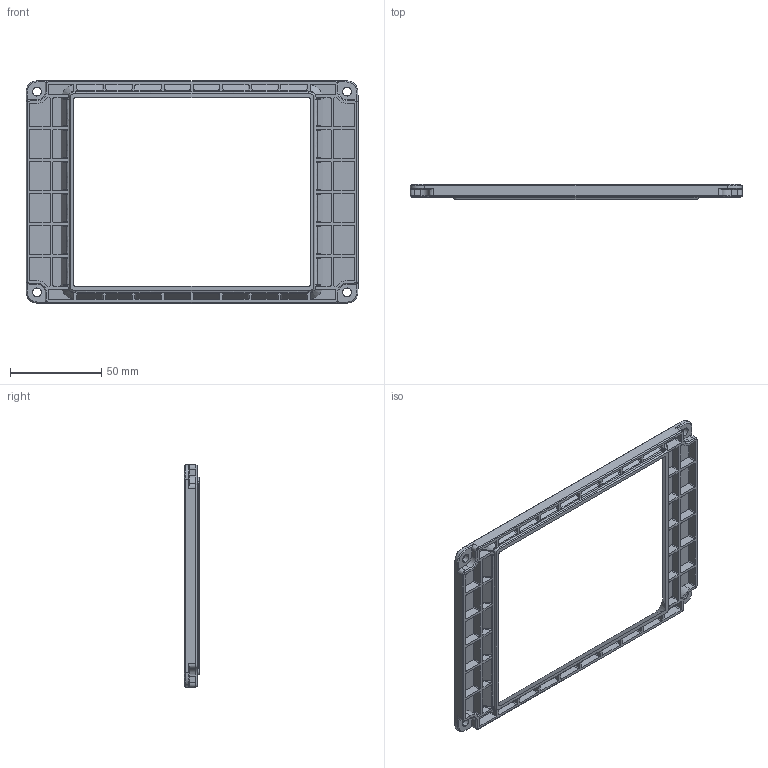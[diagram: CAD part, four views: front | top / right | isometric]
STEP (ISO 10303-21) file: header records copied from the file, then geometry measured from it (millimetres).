
FILE_DESCRIPTION (( 'STEP AP203' ), '1' );
FILE_NAME ('25d111 valoi 360 adavncer compatibility plate.step', '2025-12-31T23:54:19', ( '' ), ( '' ), '', '', '' );
FILE_SCHEMA (( 'CONFIG_CONTROL_DESIGN' ));
Length unit declared in the file: millimetre
Products named in the file (1): 25d111 valoi 360 adavncer compatibility plate
Bounding box: 182 x 8.5 x 122 mm (x, y, z)
Volume: 29056.7 mm3; surface area: 31801.7 mm2
Topology: 1 solids, 1 shells, 725 faces, 1938 edges, 1228 vertices
Faces by surface type: plane 279, bspline 234, cylinder 196, cone 16
Entity records: 36289 total; most frequent: CARTESIAN_POINT 20496, ORIENTED_EDGE 3876, DIRECTION 2432, EDGE_CURVE 1938, VERTEX_POINT 1228, AXIS2_PLACEMENT_3D 844, EDGE_LOOP 748, B_SPLINE_CURVE_WITH_KNOTS 746
